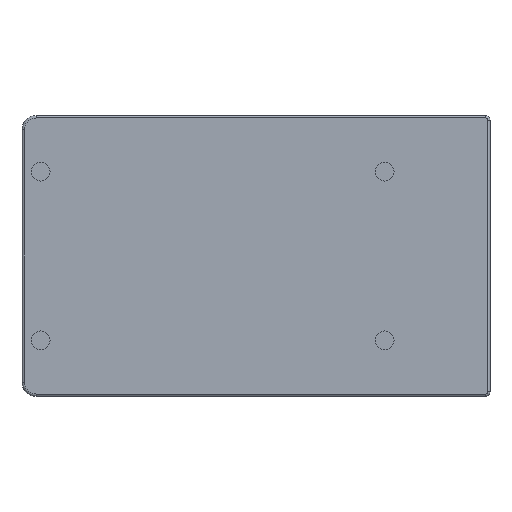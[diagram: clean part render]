
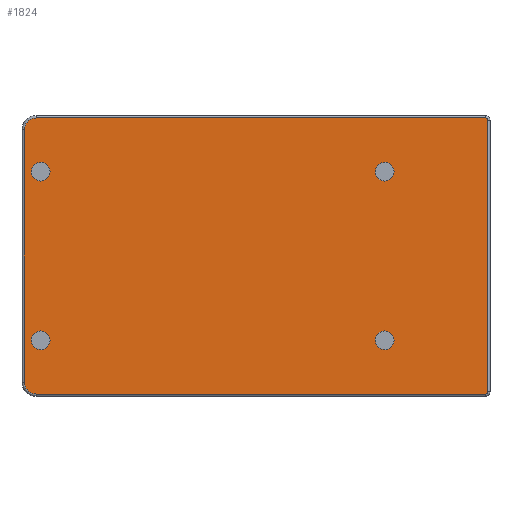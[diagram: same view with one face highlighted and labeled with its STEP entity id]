
A CAD part, front view. The second image highlights one B-rep face of the part: STEP entity #1824.
In plain terms, the highlighted planar face has unit normal (0, -1, 0).
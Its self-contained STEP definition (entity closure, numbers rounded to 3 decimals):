
#93=CARTESIAN_POINT('',(-46.,-9.35,-18.));
#94=DIRECTION('',(0.,1.,0.));
#95=DIRECTION('',(1.,0.,0.));
#96=AXIS2_PLACEMENT_3D('',#93,#94,#95);
#101=CARTESIAN_POINT('',(-46.,-9.35,-18.));
#102=DIRECTION('',(0.,1.,0.));
#103=DIRECTION('',(-1.,0.,0.));
#104=AXIS2_PLACEMENT_3D('',#101,#102,#103);
#109=CARTESIAN_POINT('',(-46.,-9.35,18.));
#110=DIRECTION('',(0.,1.,0.));
#111=DIRECTION('',(1.,0.,0.));
#112=AXIS2_PLACEMENT_3D('',#109,#110,#111);
#117=CARTESIAN_POINT('',(-46.,-9.35,18.));
#118=DIRECTION('',(0.,1.,0.));
#119=DIRECTION('',(-1.,0.,0.));
#120=AXIS2_PLACEMENT_3D('',#117,#118,#119);
#125=CARTESIAN_POINT('',(27.5,-9.35,-18.));
#126=DIRECTION('',(0.,-1.,0.));
#127=DIRECTION('',(-1.,0.,0.));
#128=AXIS2_PLACEMENT_3D('',#125,#126,#127);
#133=CARTESIAN_POINT('',(27.5,-9.35,-18.));
#134=DIRECTION('',(0.,-1.,0.));
#135=DIRECTION('',(1.,0.,0.));
#136=AXIS2_PLACEMENT_3D('',#133,#134,#135);
#141=CARTESIAN_POINT('',(27.5,-9.35,18.));
#142=DIRECTION('',(0.,-1.,0.));
#143=DIRECTION('',(-1.,0.,0.));
#144=AXIS2_PLACEMENT_3D('',#141,#142,#143);
#149=CARTESIAN_POINT('',(27.5,-9.35,18.));
#150=DIRECTION('',(0.,-1.,0.));
#151=DIRECTION('',(1.,0.,0.));
#152=AXIS2_PLACEMENT_3D('',#149,#150,#151);
#157=DIRECTION('',(0.,0.,1.));
#158=VECTOR('',#157,58.);
#159=CARTESIAN_POINT('',(49.5,-9.35,-29.));
#160=LINE('',#159,#158);
#164=CARTESIAN_POINT('',(49.,-9.35,-29.));
#165=DIRECTION('',(0.,-1.,0.));
#166=DIRECTION('',(0.,0.,-1.));
#167=AXIS2_PLACEMENT_3D('',#164,#165,#166);
#172=DIRECTION('',(1.,0.,0.));
#173=VECTOR('',#172,96.);
#174=CARTESIAN_POINT('',(-47.,-9.35,-29.5));
#175=LINE('',#174,#173);
#179=CARTESIAN_POINT('',(-47.,-9.35,-27.));
#180=DIRECTION('',(0.,-1.,0.));
#181=DIRECTION('',(-1.,0.,0.));
#182=AXIS2_PLACEMENT_3D('',#179,#180,#181);
#187=DIRECTION('',(0.,0.,-1.));
#188=VECTOR('',#187,54.);
#189=CARTESIAN_POINT('',(-49.5,-9.35,27.));
#190=LINE('',#189,#188);
#194=CARTESIAN_POINT('',(-47.,-9.35,27.));
#195=DIRECTION('',(0.,-1.,0.));
#196=DIRECTION('',(0.,0.,1.));
#197=AXIS2_PLACEMENT_3D('',#194,#195,#196);
#202=DIRECTION('',(-1.,0.,0.));
#203=VECTOR('',#202,96.);
#204=CARTESIAN_POINT('',(49.,-9.35,29.5));
#205=LINE('',#204,#203);
#209=CARTESIAN_POINT('',(49.,-9.35,29.));
#210=DIRECTION('',(0.,-1.,0.));
#211=DIRECTION('',(1.,0.,0.));
#212=AXIS2_PLACEMENT_3D('',#209,#210,#211);
#1523=CARTESIAN_POINT('',(-44.,-9.35,-18.));
#1524=CARTESIAN_POINT('',(-48.,-9.35,-18.));
#1525=VERTEX_POINT('',#1523);
#1526=VERTEX_POINT('',#1524);
#1527=CARTESIAN_POINT('',(-44.,-9.35,18.));
#1528=CARTESIAN_POINT('',(-48.,-9.35,18.));
#1529=VERTEX_POINT('',#1527);
#1530=VERTEX_POINT('',#1528);
#1531=CARTESIAN_POINT('',(49.5,-9.35,-29.));
#1532=CARTESIAN_POINT('',(49.5,-9.35,29.));
#1533=VERTEX_POINT('',#1531);
#1534=VERTEX_POINT('',#1532);
#1539=CARTESIAN_POINT('',(49.,-9.35,29.5));
#1540=VERTEX_POINT('',#1539);
#1543=CARTESIAN_POINT('',(-47.,-9.35,29.5));
#1544=VERTEX_POINT('',#1543);
#1547=CARTESIAN_POINT('',(-49.5,-9.35,27.));
#1548=VERTEX_POINT('',#1547);
#1551=CARTESIAN_POINT('',(-49.5,-9.35,-27.));
#1552=VERTEX_POINT('',#1551);
#1555=CARTESIAN_POINT('',(-47.,-9.35,-29.5));
#1556=VERTEX_POINT('',#1555);
#1559=CARTESIAN_POINT('',(49.,-9.35,-29.5));
#1560=VERTEX_POINT('',#1559);
#1683=CARTESIAN_POINT('',(25.5,-9.35,-18.));
#1684=CARTESIAN_POINT('',(29.5,-9.35,-18.));
#1685=VERTEX_POINT('',#1683);
#1686=VERTEX_POINT('',#1684);
#1687=CARTESIAN_POINT('',(25.5,-9.35,18.));
#1688=CARTESIAN_POINT('',(29.5,-9.35,18.));
#1689=VERTEX_POINT('',#1687);
#1690=VERTEX_POINT('',#1688);
#1778=CARTESIAN_POINT('',(-50.,-9.35,30.));
#1779=DIRECTION('',(0.,-1.,0.));
#1780=DIRECTION('',(1.,0.,0.));
#1781=AXIS2_PLACEMENT_3D('',#1778,#1779,#1780);
#1782=PLANE('',#1781);
#1784=ORIENTED_EDGE('',*,*,#1783,.F.);
#1786=ORIENTED_EDGE('',*,*,#1785,.F.);
#1788=ORIENTED_EDGE('',*,*,#1787,.F.);
#1790=ORIENTED_EDGE('',*,*,#1789,.F.);
#1792=ORIENTED_EDGE('',*,*,#1791,.F.);
#1794=ORIENTED_EDGE('',*,*,#1793,.F.);
#1795=ORIENTED_EDGE('',*,*,#1768,.F.);
#1797=ORIENTED_EDGE('',*,*,#1796,.F.);
#1798=EDGE_LOOP('',(#1784,#1786,#1788,#1790,#1792,#1794,#1795,#1797));
#1799=FACE_OUTER_BOUND('',#1798,.F.);
#1801=ORIENTED_EDGE('',*,*,#1800,.F.);
#1803=ORIENTED_EDGE('',*,*,#1802,.F.);
#1804=EDGE_LOOP('',(#1801,#1803));
#1805=FACE_BOUND('',#1804,.F.);
#1807=ORIENTED_EDGE('',*,*,#1806,.F.);
#1809=ORIENTED_EDGE('',*,*,#1808,.F.);
#1810=EDGE_LOOP('',(#1807,#1809));
#1811=FACE_BOUND('',#1810,.F.);
#1813=ORIENTED_EDGE('',*,*,#1812,.T.);
#1815=ORIENTED_EDGE('',*,*,#1814,.T.);
#1816=EDGE_LOOP('',(#1813,#1815));
#1817=FACE_BOUND('',#1816,.F.);
#1819=ORIENTED_EDGE('',*,*,#1818,.T.);
#1821=ORIENTED_EDGE('',*,*,#1820,.T.);
#1822=EDGE_LOOP('',(#1819,#1821));
#1823=FACE_BOUND('',#1822,.F.);
#1824=ADVANCED_FACE('',(#1799,#1805,#1811,#1817,#1823),#1782,.T.);
#97=CIRCLE('',#96,2.);
#105=CIRCLE('',#104,2.);
#113=CIRCLE('',#112,2.);
#121=CIRCLE('',#120,2.);
#129=CIRCLE('',#128,2.);
#137=CIRCLE('',#136,2.);
#145=CIRCLE('',#144,2.);
#153=CIRCLE('',#152,2.);
#168=CIRCLE('',#167,0.5);
#183=CIRCLE('',#182,2.5);
#198=CIRCLE('',#197,2.5);
#213=CIRCLE('',#212,0.5);
#1768=EDGE_CURVE('',#1540,#1544,#205,.T.);
#1783=EDGE_CURVE('',#1533,#1534,#160,.T.);
#1785=EDGE_CURVE('',#1560,#1533,#168,.T.);
#1787=EDGE_CURVE('',#1556,#1560,#175,.T.);
#1789=EDGE_CURVE('',#1552,#1556,#183,.T.);
#1791=EDGE_CURVE('',#1548,#1552,#190,.T.);
#1793=EDGE_CURVE('',#1544,#1548,#198,.T.);
#1796=EDGE_CURVE('',#1534,#1540,#213,.T.);
#1800=EDGE_CURVE('',#1525,#1526,#97,.T.);
#1802=EDGE_CURVE('',#1526,#1525,#105,.T.);
#1806=EDGE_CURVE('',#1529,#1530,#113,.T.);
#1808=EDGE_CURVE('',#1530,#1529,#121,.T.);
#1812=EDGE_CURVE('',#1685,#1686,#129,.T.);
#1814=EDGE_CURVE('',#1686,#1685,#137,.T.);
#1818=EDGE_CURVE('',#1689,#1690,#145,.T.);
#1820=EDGE_CURVE('',#1690,#1689,#153,.T.);
